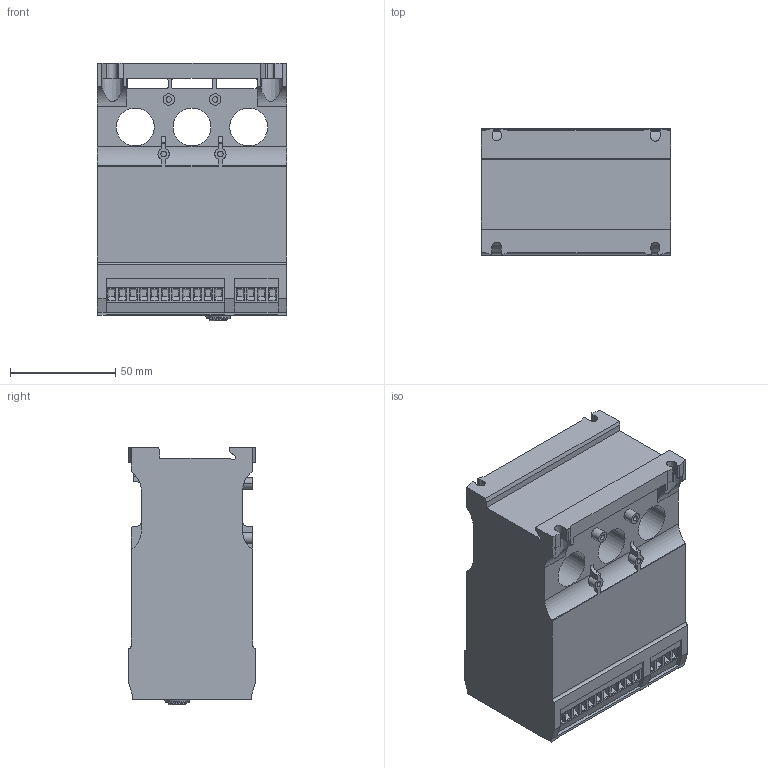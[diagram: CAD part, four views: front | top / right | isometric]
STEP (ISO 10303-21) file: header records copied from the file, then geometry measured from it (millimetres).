
FILE_DESCRIPTION((''),'2;1');
FILE_NAME('LTMR08CBD_3D-SIMPLIFIED_ASM','2018-03-16T',('danae.lavaud'),(''),'PRO/ENGINEER BY PARAMETRIC TECHNOLOGY CORPORATION, 2014090','PRO/ENGINEER BY PARAMETRIC TECHNOLOGY CORPORATION, 2014090','');
FILE_SCHEMA(('CONFIG_CONTROL_DESIGN'));
Length unit declared in the file: millimetre
Products named in the file (9): CORPS_9; MANIFOLD_SOLID_BREP_21539; MANIFOLD_SOLID_BREP_21701; MANIFOLD_SOLID_BREP_22267; PRISE02_1_ASM; BOUTON_1; CACHE_2; SIMPL_ASM_3_ASM; LTMR08CBD_3D-SIMPLIFIED_ASM
Assembly tree (8 placements, depth 4):
  LTMR08CBD_3D-SIMPLIFIED_ASM
    SIMPL_ASM_3_ASM
      CORPS_9
      PRISE02_1_ASM
        MANIFOLD_SOLID_BREP_21539
        MANIFOLD_SOLID_BREP_21701
        MANIFOLD_SOLID_BREP_22267
      BOUTON_1
      CACHE_2
Bounding box: 90 x 60.4 x 122.5 mm (x, y, z)
Volume: 516716 mm3; surface area: 68373 mm2
Topology: 11 solids, 11 shells, 828 faces, 2074 edges, 1341 vertices
Faces by surface type: plane 624, cylinder 186, extrusion 12, torus 6
Entity records: 25224 total; most frequent: CARTESIAN_POINT 4873, ORIENTED_EDGE 4148, DIRECTION 4134, EDGE_CURVE 2074, VECTOR 1636, LINE 1624, VERTEX_POINT 1341, AXIS2_PLACEMENT_3D 1249
